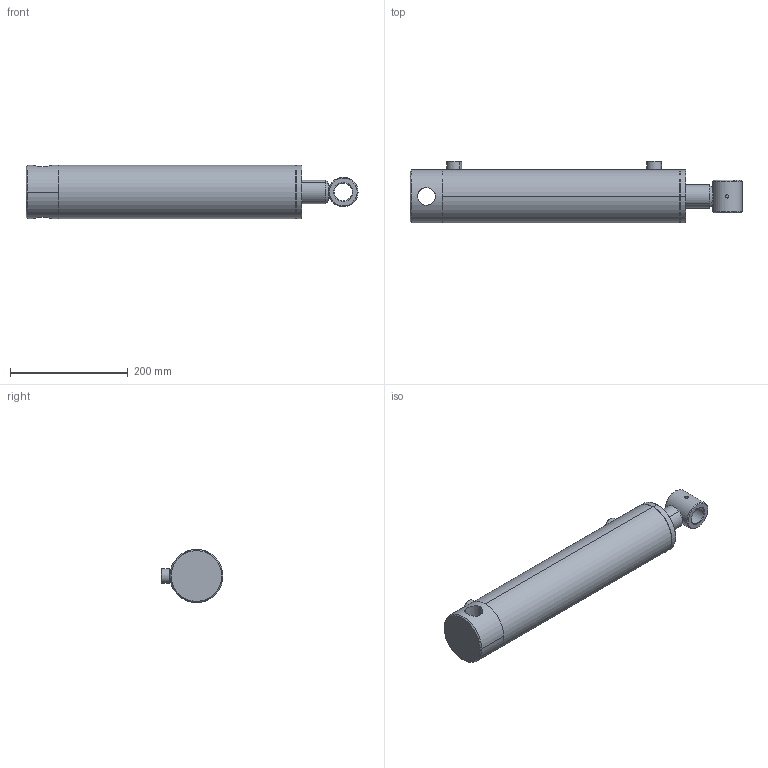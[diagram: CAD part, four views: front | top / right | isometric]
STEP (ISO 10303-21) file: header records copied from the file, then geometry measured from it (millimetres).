
FILE_DESCRIPTION (( 'STEP AP203' ), '1' );
FILE_NAME ('705-3.STEP', '2014-12-12T07:59:16', ( '' ), ( '' ), 'SwSTEP 2.0', 'SolidWorks 2015', '' );
FILE_SCHEMA (( 'CONFIG_CONTROL_DESIGN' ));
Length unit declared in the file: millimetre
Products named in the file (8): Rohr^705-3; Stange^705-3; AL38; ET704; D705^705-3; 705-3; P705^705-3; Boden^705-3
Assembly tree (8 placements, depth 2):
  705-3
    Rohr^705-3
    Stange^705-3
    AL38  x2
    D705^705-3
    P705^705-3
    Boden^705-3
    ET704
Bounding box: 563 x 105 x 90 mm (x, y, z)
Volume: 1864489.3 mm3; surface area: 388590.3 mm2
Topology: 8 solids, 8 shells, 113 faces, 235 edges, 142 vertices
Faces by surface type: cylinder 48, cone 44, plane 21
Entity records: 4237 total; most frequent: CARTESIAN_POINT 1165, DIRECTION 509, ORIENTED_EDGE 414, AXIS2_PLACEMENT_3D 214, EDGE_CURVE 207, VERTEX_POINT 126, EDGE_LOOP 123, CIRCLE 104
